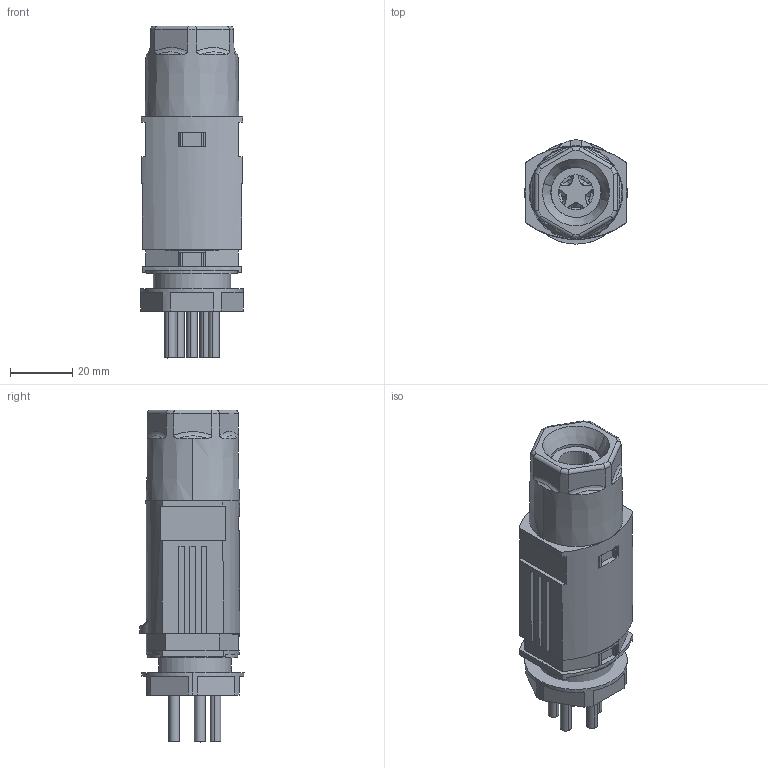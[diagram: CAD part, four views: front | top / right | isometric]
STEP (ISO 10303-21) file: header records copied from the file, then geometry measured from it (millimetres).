
FILE_DESCRIPTION(('Creo Elements/Direct Modeling STEP Export'),'2;1');
FILE_NAME('model.stp','2021-09-11T10:37:19',(''),(''),'Creo Elements/Direct Modeling STEP processor for AP214 (Solid Model)','Creo Elements/Direct Modeling 20.1D 10-Oct-2020 (C) Parametric Technology GmbH','');
FILE_SCHEMA(('AUTOMOTIVE_DESIGN { 1 0 10303 214 1 1 1 1 }'));
Length unit declared in the file: millimetre
Products named in the file (4): IPD_WD_5P2.5100A_M25_BK_ASSY-select; IPD_COVER_W32_BK-select; A_INL_M25X1.5_D33_SW30_BK-select; IPD_WD_5P2.5_1.0_M25_BK-select
Assembly tree (3 placements, depth 2):
  IPD_WD_5P2.5_1.0_M25_BK-select
    A_INL_M25X1.5_D33_SW30_BK-select
    IPD_COVER_W32_BK-select
    IPD_WD_5P2.5100A_M25_BK_ASSY-select
Bounding box: 33 x 33.5 x 106.8 mm (x, y, z)
Volume: 49564 mm3; surface area: 26134.5 mm2
Topology: 3 solids, 3 shells, 863 faces, 2401 edges, 1591 vertices
Faces by surface type: plane 664, cylinder 85, cone 84, torus 13, extrusion 10, bspline 7
Entity records: 44271 total; most frequent: CARTESIAN_POINT 15662, ORIENTED_EDGE 4802, DIRECTION 3860, EDGE_CURVE 2401, VECTOR 1668, LINE 1658, VERTEX_POINT 1591, AXIS2_PLACEMENT_3D 1096
